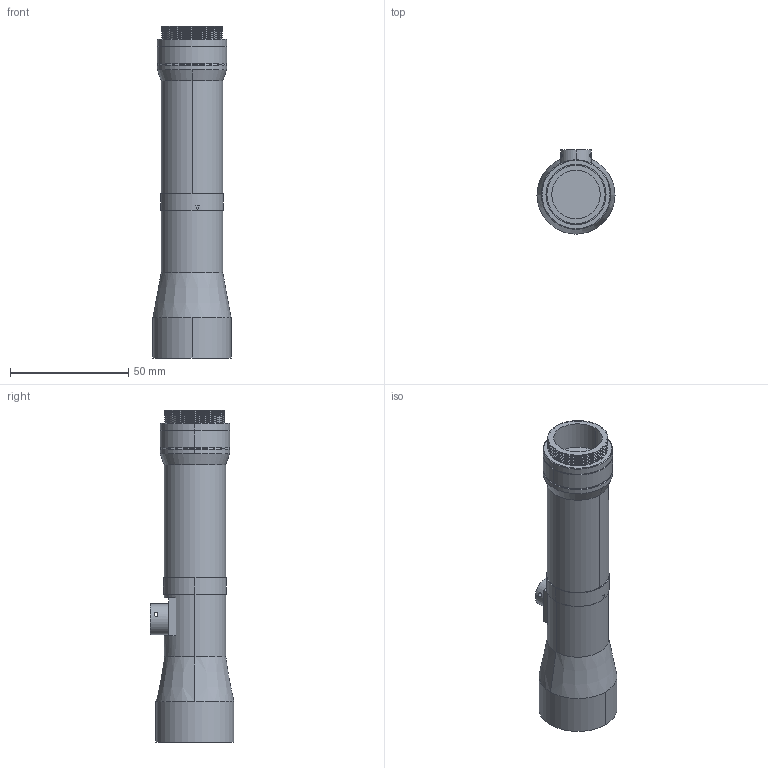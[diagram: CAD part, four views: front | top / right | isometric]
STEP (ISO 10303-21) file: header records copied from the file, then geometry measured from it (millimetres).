
FILE_DESCRIPTION (( 'STEP AP214' ), '1' );
FILE_NAME ('610032.STEP', '2019-10-24T08:07:23', ( '' ), ( '' ), 'SwSTEP 2.0', 'SolidWorks 2016', '' );
FILE_SCHEMA (( 'AUTOMOTIVE_DESIGN' ));
Length unit declared in the file: millimetre
Products named in the file (1): 610032
Bounding box: 33 x 35.5 x 140.35 mm (x, y, z)
Volume: 79222.1 mm3; surface area: 16368.6 mm2
Topology: 5 solids, 5 shells, 219 faces, 506 edges, 307 vertices
Faces by surface type: plane 83, cylinder 82, cone 50, bspline 4
Entity records: 7542 total; most frequent: CARTESIAN_POINT 1199, DIRECTION 1130, ORIENTED_EDGE 992, EDGE_CURVE 496, AXIS2_PLACEMENT_3D 430, VERTEX_POINT 307, VECTOR 270, LINE 270
